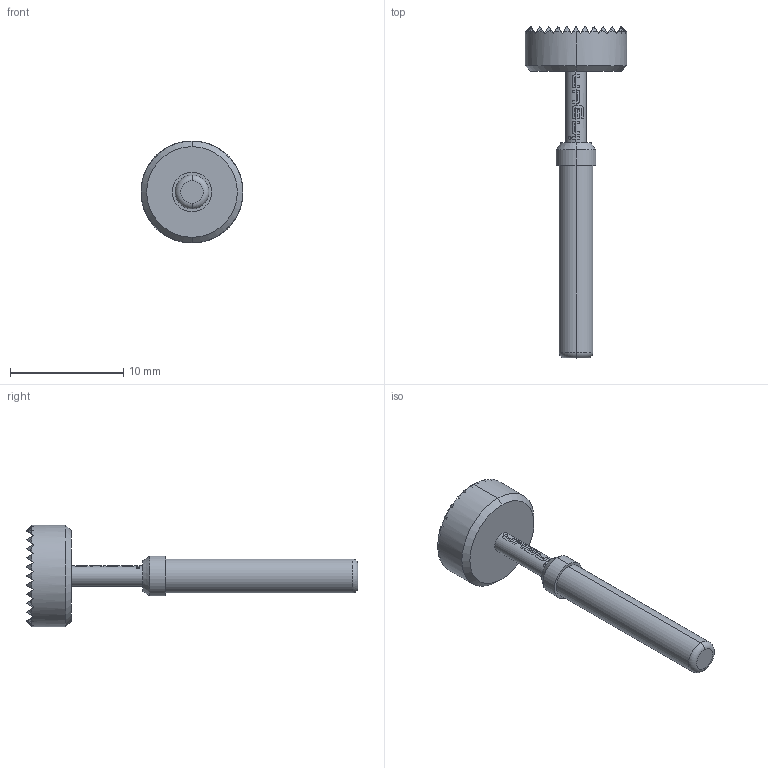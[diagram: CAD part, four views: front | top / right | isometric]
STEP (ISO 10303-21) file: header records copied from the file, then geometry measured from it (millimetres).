
FILE_DESCRIPTION (( 'STEP AP203' ), '1' );
FILE_NAME ('INGUN_GKS-103_206_900_A_xx02.STEP', '2020-09-04T09:43:49', ( '' ), ( '' ), 'SwSTEP 2.0', 'SolidWorks 2018', '' );
FILE_SCHEMA (( 'CONFIG_CONTROL_DESIGN' ));
Length unit declared in the file: millimetre
Products named in the file (1): INGUN_GKS-103_206_900_A_xx02
Bounding box: 9 x 29.3 x 9 mm (x, y, z)
Volume: 375.4 mm3; surface area: 504.8 mm2
Topology: 1 solids, 1 shells, 524 faces, 1025 edges, 507 vertices
Faces by surface type: plane 407, bspline 51, cone 37, cylinder 27, torus 2
Entity records: 13858 total; most frequent: CARTESIAN_POINT 4382, ORIENTED_EDGE 2050, DIRECTION 1647, EDGE_CURVE 1025, VECTOR 587, LINE 587, AXIS2_PLACEMENT_3D 530, EDGE_LOOP 528
